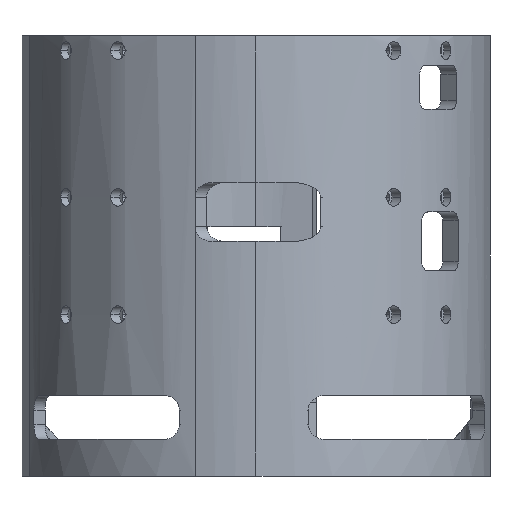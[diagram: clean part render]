
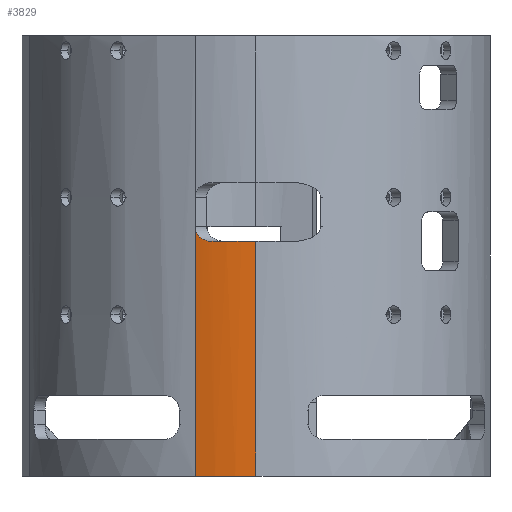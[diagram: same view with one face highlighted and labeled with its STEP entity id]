
A CAD part, left-side view. The second image highlights one B-rep face of the part: STEP entity #3829.
In plain terms, the highlighted cylindrical face has radius 80 mm (diameter 160 mm), a partial arc.
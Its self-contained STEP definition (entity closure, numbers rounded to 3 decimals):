
#204 = CARTESIAN_POINT ( 'NONE',  ( -77.274, 20.706, 150. ) ) ;
#487 = CARTESIAN_POINT ( 'NONE',  ( -80., 0., 80. ) ) ;
#758 = EDGE_CURVE ( 'NONE', #5702, #1200, #1065, .T. ) ;
#883 = VERTEX_POINT ( 'NONE', #3972 ) ;
#957 = CARTESIAN_POINT ( 'NONE',  ( -77.88, 18.296, 80.892 ) ) ;
#1007 = CARTESIAN_POINT ( 'NONE',  ( -78.456, 15.66, 80. ) ) ;
#1065 = B_SPLINE_CURVE_WITH_KNOTS ( 'NONE', 3,
 ( #7935, #1007, #5913, #3843, #1608, #957, #8767, #3162, #6506, #2477, #5080, #1696, #7201, #3797, #4477, #6552, #1655, #3751 ),
 .UNSPECIFIED., .F., .F.,
 ( 4, 2, 2, 2, 2, 2, 2, 2, 4 ),
 ( 0., 0.002, 0.003, 0.004, 0.005, 0.005, 0.006, 0.007, 0.009 ),
 .UNSPECIFIED. ) ;
#1200 = VERTEX_POINT ( 'NONE', #6633 ) ;
#1518 = EDGE_CURVE ( 'NONE', #1200, #5170, #6534, .T. ) ;
#1555 = CYLINDRICAL_SURFACE ( 'NONE', #2618, 80. ) ;
#1576 = EDGE_CURVE ( 'NONE', #5170, #883, #7590, .T. ) ;
#1608 = CARTESIAN_POINT ( 'NONE',  ( -78.023, 17.677, 80.564 ) ) ;
#1655 = CARTESIAN_POINT ( 'NONE',  ( -77.274, 20.706, 84.637 ) ) ;
#1696 = CARTESIAN_POINT ( 'NONE',  ( -77.5, 19.844, 82.315 ) ) ;
#2285 = DIRECTION ( 'NONE',  ( -1., 0., 0. ) ) ;
#2366 = DIRECTION ( 'NONE',  ( 1., 0., 0. ) ) ;
#2444 = AXIS2_PLACEMENT_3D ( 'NONE', #4459, #7866, #2366 ) ;
#2477 = CARTESIAN_POINT ( 'NONE',  ( -77.615, 19.39, 81.78 ) ) ;
#2520 = CARTESIAN_POINT ( 'NONE',  ( -78.591, 14.951, 80. ) ) ;
#2618 = AXIS2_PLACEMENT_3D ( 'NONE', #8579, #3701, #2285 ) ;
#3162 = CARTESIAN_POINT ( 'NONE',  ( -77.71, 19.004, 81.414 ) ) ;
#3214 = EDGE_CURVE ( 'NONE', #7748, #883, #5140, .T. ) ;
#3294 = ORIENTED_EDGE ( 'NONE', *, *, #3214, .F. ) ;
#3522 = ORIENTED_EDGE ( 'NONE', *, *, #758, .T. ) ;
#3646 = AXIS2_PLACEMENT_3D ( 'NONE', #5883, #6572, #7991 ) ;
#3701 = DIRECTION ( 'NONE',  ( 0., 0., -1. ) ) ;
#3751 = CARTESIAN_POINT ( 'NONE',  ( -77.274, 20.706, 85. ) ) ;
#3797 = CARTESIAN_POINT ( 'NONE',  ( -77.364, 20.367, 83.249 ) ) ;
#3829 = ADVANCED_FACE ( 'NONE', ( #4429 ), #1555, .T. ) ;
#3843 = CARTESIAN_POINT ( 'NONE',  ( -78.097, 17.349, 80.427 ) ) ;
#3972 = CARTESIAN_POINT ( 'NONE',  ( -80., 0., 0. ) ) ;
#4320 = EDGE_CURVE ( 'NONE', #5702, #7748, #7603, .T. ) ;
#4429 = FACE_OUTER_BOUND ( 'NONE', #4529, .T. ) ;
#4457 = ORIENTED_EDGE ( 'NONE', *, *, #1518, .T. ) ;
#4459 = CARTESIAN_POINT ( 'NONE',  ( 0., 0., 0. ) ) ;
#4477 = CARTESIAN_POINT ( 'NONE',  ( -77.331, 20.491, 83.584 ) ) ;
#4529 = EDGE_LOOP ( 'NONE', ( #3294, #7741, #3522, #4457, #9053 ) ) ;
#4799 = VECTOR ( 'NONE', #6489, 1000. ) ;
#4887 = CARTESIAN_POINT ( 'NONE',  ( -77.274, 20.706, 0. ) ) ;
#5080 = CARTESIAN_POINT ( 'NONE',  ( -77.585, 19.509, 81.909 ) ) ;
#5140 = LINE ( 'NONE', #7988, #6710 ) ;
#5170 = VERTEX_POINT ( 'NONE', #4887 ) ;
#5702 = VERTEX_POINT ( 'NONE', #2520 ) ;
#5883 = CARTESIAN_POINT ( 'NONE',  ( 0., 0., 80. ) ) ;
#5913 = CARTESIAN_POINT ( 'NONE',  ( -78.315, 16.349, 80.103 ) ) ;
#6489 = DIRECTION ( 'NONE',  ( 0., 0., -1. ) ) ;
#6506 = CARTESIAN_POINT ( 'NONE',  ( -77.677, 19.138, 81.533 ) ) ;
#6534 = LINE ( 'NONE', #204, #4799 ) ;
#6552 = CARTESIAN_POINT ( 'NONE',  ( -77.286, 20.661, 84.275 ) ) ;
#6572 = DIRECTION ( 'NONE',  ( 0., 0., 1. ) ) ;
#6633 = CARTESIAN_POINT ( 'NONE',  ( -77.274, 20.706, 85. ) ) ;
#6710 = VECTOR ( 'NONE', #7947, 1000. ) ;
#7201 = CARTESIAN_POINT ( 'NONE',  ( -77.45, 20.04, 82.609 ) ) ;
#7590 = CIRCLE ( 'NONE', #2444, 80. ) ;
#7603 = CIRCLE ( 'NONE', #3646, 80. ) ;
#7741 = ORIENTED_EDGE ( 'NONE', *, *, #4320, .F. ) ;
#7748 = VERTEX_POINT ( 'NONE', #487 ) ;
#7866 = DIRECTION ( 'NONE',  ( 0., 0., 1. ) ) ;
#7935 = CARTESIAN_POINT ( 'NONE',  ( -78.591, 14.951, 80. ) ) ;
#7947 = DIRECTION ( 'NONE',  ( 0., 0., -1. ) ) ;
#7988 = CARTESIAN_POINT ( 'NONE',  ( -80., 0., 150. ) ) ;
#7991 = DIRECTION ( 'NONE',  ( 1., 0., 0. ) ) ;
#8579 = CARTESIAN_POINT ( 'NONE',  ( 0., 0., 150. ) ) ;
#8767 = CARTESIAN_POINT ( 'NONE',  ( -77.811, 18.59, 81.083 ) ) ;
#9053 = ORIENTED_EDGE ( 'NONE', *, *, #1576, .T. ) ;
